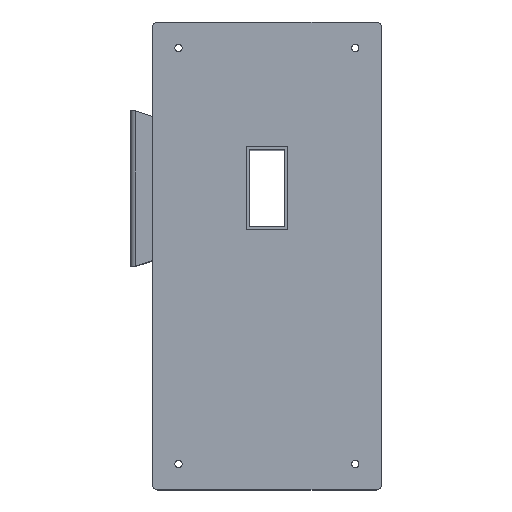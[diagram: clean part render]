
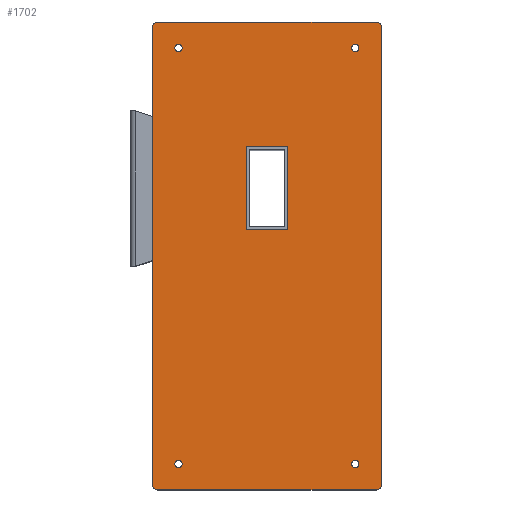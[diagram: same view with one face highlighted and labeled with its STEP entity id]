
A CAD part, top view. The second image highlights one B-rep face of the part: STEP entity #1702.
In plain terms, the highlighted planar face has unit normal (0, 0, 1).
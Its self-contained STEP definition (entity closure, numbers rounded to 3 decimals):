
#15 = DIRECTION ( 'NONE',  ( 0., -1., 0. ) ) ;
#20 = CARTESIAN_POINT ( 'NONE',  ( -20., -40., 5. ) ) ;
#34 = AXIS2_PLACEMENT_3D ( 'NONE', #341, #1303, #344 ) ;
#45 = VERTEX_POINT ( 'NONE', #1027 ) ;
#70 = FACE_BOUND ( 'NONE', #2034, .T. ) ;
#83 = VERTEX_POINT ( 'NONE', #1215 ) ;
#118 = VERTEX_POINT ( 'NONE', #954 ) ;
#172 = VERTEX_POINT ( 'NONE', #340 ) ;
#176 = EDGE_LOOP ( 'NONE', ( #1658 ) ) ;
#182 = CARTESIAN_POINT ( 'NONE',  ( 85., 135., 5. ) ) ;
#192 = AXIS2_PLACEMENT_3D ( 'NONE', #456, #211, #2054 ) ;
#198 = CARTESIAN_POINT ( 'NONE',  ( 110., -285., 5. ) ) ;
#201 = CARTESIAN_POINT ( 'NONE',  ( -85., -265., 5. ) ) ;
#211 = DIRECTION ( 'NONE',  ( 0., 0., 1. ) ) ;
#217 = VERTEX_POINT ( 'NONE', #2000 ) ;
#223 = ORIENTED_EDGE ( 'NONE', *, *, #453, .F. ) ;
#270 = DIRECTION ( 'NONE',  ( -1., 0., 0. ) ) ;
#276 = FACE_BOUND ( 'NONE', #1681, .T. ) ;
#293 = DIRECTION ( 'NONE',  ( 0., 0., 1. ) ) ;
#340 = CARTESIAN_POINT ( 'NONE',  ( 105., -290., 5. ) ) ;
#341 = CARTESIAN_POINT ( 'NONE',  ( -105., -285., 5. ) ) ;
#342 = LINE ( 'NONE', #1195, #1247 ) ;
#344 = DIRECTION ( 'NONE',  ( -1., 0., 0. ) ) ;
#374 = DIRECTION ( 'NONE',  ( 0., 1., 0. ) ) ;
#376 = AXIS2_PLACEMENT_3D ( 'NONE', #201, #832, #765 ) ;
#411 = VECTOR ( 'NONE', #1410, 1000. ) ;
#428 = VECTOR ( 'NONE', #15, 1000. ) ;
#436 = CARTESIAN_POINT ( 'NONE',  ( 20., 40., 5. ) ) ;
#453 = EDGE_CURVE ( 'NONE', #493, #734, #1787, .T. ) ;
#456 = CARTESIAN_POINT ( 'NONE',  ( -105., 155., 5. ) ) ;
#463 = CARTESIAN_POINT ( 'NONE',  ( -20., 40., 5. ) ) ;
#482 = AXIS2_PLACEMENT_3D ( 'NONE', #597, #1814, #2086 ) ;
#488 = CARTESIAN_POINT ( 'NONE',  ( -110., 155., 5. ) ) ;
#493 = VERTEX_POINT ( 'NONE', #611 ) ;
#521 = LINE ( 'NONE', #198, #605 ) ;
#522 = VECTOR ( 'NONE', #609, 1000. ) ;
#525 = DIRECTION ( 'NONE',  ( 0., 0., 1. ) ) ;
#548 = VERTEX_POINT ( 'NONE', #1220 ) ;
#550 = LINE ( 'NONE', #436, #1593 ) ;
#568 = CARTESIAN_POINT ( 'NONE',  ( -105., 160., 5. ) ) ;
#578 = ORIENTED_EDGE ( 'NONE', *, *, #964, .T. ) ;
#587 = CIRCLE ( 'NONE', #1979, 3.5 ) ;
#596 = ORIENTED_EDGE ( 'NONE', *, *, #1012, .T. ) ;
#597 = CARTESIAN_POINT ( 'NONE',  ( -85., 135., 5. ) ) ;
#605 = VECTOR ( 'NONE', #374, 1000. ) ;
#609 = DIRECTION ( 'NONE',  ( 1., 0., 0. ) ) ;
#611 = CARTESIAN_POINT ( 'NONE',  ( -20., -40., 5. ) ) ;
#624 = DIRECTION ( 'NONE',  ( 0., 0., 1. ) ) ;
#630 = DIRECTION ( 'NONE',  ( 1., 0., 0. ) ) ;
#631 = EDGE_CURVE ( 'NONE', #1376, #1966, #824, .T. ) ;
#638 = CARTESIAN_POINT ( 'NONE',  ( -110., -285., 5. ) ) ;
#664 = CARTESIAN_POINT ( 'NONE',  ( 105., 155., 5. ) ) ;
#666 = DIRECTION ( 'NONE',  ( 1., 0., 0. ) ) ;
#669 = ORIENTED_EDGE ( 'NONE', *, *, #720, .F. ) ;
#670 = LINE ( 'NONE', #638, #897 ) ;
#677 = LINE ( 'NONE', #463, #428 ) ;
#683 = AXIS2_PLACEMENT_3D ( 'NONE', #1339, #1575, #630 ) ;
#720 = EDGE_CURVE ( 'NONE', #734, #1376, #550, .T. ) ;
#734 = VERTEX_POINT ( 'NONE', #2039 ) ;
#765 = DIRECTION ( 'NONE',  ( 1., 0., 0. ) ) ;
#773 = EDGE_LOOP ( 'NONE', ( #1557, #1033, #2103, #1022, #780, #1737, #596, #578 ) ) ;
#780 = ORIENTED_EDGE ( 'NONE', *, *, #1440, .T. ) ;
#806 = CIRCLE ( 'NONE', #192, 5. ) ;
#824 = LINE ( 'NONE', #853, #1406 ) ;
#832 = DIRECTION ( 'NONE',  ( 0., 0., 1. ) ) ;
#838 = LINE ( 'NONE', #568, #411 ) ;
#853 = CARTESIAN_POINT ( 'NONE',  ( -20., 40., 5. ) ) ;
#871 = CIRCLE ( 'NONE', #683, 5. ) ;
#881 = VERTEX_POINT ( 'NONE', #1194 ) ;
#893 = EDGE_CURVE ( 'NONE', #1072, #1288, #521, .T. ) ;
#897 = VECTOR ( 'NONE', #2130, 1000. ) ;
#909 = CARTESIAN_POINT ( 'NONE',  ( -20., 40., 5. ) ) ;
#924 = ORIENTED_EDGE ( 'NONE', *, *, #631, .F. ) ;
#930 = EDGE_CURVE ( 'NONE', #1288, #548, #1336, .T. ) ;
#935 = CARTESIAN_POINT ( 'NONE',  ( 110., 155., 5. ) ) ;
#942 = CARTESIAN_POINT ( 'NONE',  ( 20., 40., 5. ) ) ;
#953 = DIRECTION ( 'NONE',  ( 1., 0., 0. ) ) ;
#954 = CARTESIAN_POINT ( 'NONE',  ( 88.5, -265., 5. ) ) ;
#955 = ORIENTED_EDGE ( 'NONE', *, *, #2001, .F. ) ;
#964 = EDGE_CURVE ( 'NONE', #45, #172, #342, .T. ) ;
#1012 = EDGE_CURVE ( 'NONE', #1526, #45, #1971, .T. ) ;
#1022 = ORIENTED_EDGE ( 'NONE', *, *, #1446, .T. ) ;
#1027 = CARTESIAN_POINT ( 'NONE',  ( -105., -290., 5. ) ) ;
#1033 = ORIENTED_EDGE ( 'NONE', *, *, #893, .T. ) ;
#1054 = DIRECTION ( 'NONE',  ( 1., 0., 0. ) ) ;
#1072 = VERTEX_POINT ( 'NONE', #1669 ) ;
#1080 = DIRECTION ( 'NONE',  ( 0., 1., 0. ) ) ;
#1092 = CARTESIAN_POINT ( 'NONE',  ( 85., -265., 5. ) ) ;
#1108 = CARTESIAN_POINT ( 'NONE',  ( -81.5, -265., 5. ) ) ;
#1160 = PLANE ( 'NONE',  #1874 ) ;
#1194 = CARTESIAN_POINT ( 'NONE',  ( -105., 160., 5. ) ) ;
#1195 = CARTESIAN_POINT ( 'NONE',  ( -105., -290., 5. ) ) ;
#1215 = CARTESIAN_POINT ( 'NONE',  ( -81.5, 135., 5. ) ) ;
#1220 = CARTESIAN_POINT ( 'NONE',  ( 105., 160., 5. ) ) ;
#1241 = ORIENTED_EDGE ( 'NONE', *, *, #1262, .F. ) ;
#1247 = VECTOR ( 'NONE', #666, 1000. ) ;
#1262 = EDGE_CURVE ( 'NONE', #2058, #2058, #1832, .T. ) ;
#1266 = CIRCLE ( 'NONE', #482, 3.5 ) ;
#1268 = DIRECTION ( 'NONE',  ( 1., 0., 0. ) ) ;
#1288 = VERTEX_POINT ( 'NONE', #935 ) ;
#1303 = DIRECTION ( 'NONE',  ( 0., 0., 1. ) ) ;
#1317 = EDGE_LOOP ( 'NONE', ( #955 ) ) ;
#1336 = CIRCLE ( 'NONE', #1497, 5. ) ;
#1339 = CARTESIAN_POINT ( 'NONE',  ( 105., -285., 5. ) ) ;
#1376 = VERTEX_POINT ( 'NONE', #942 ) ;
#1400 = FACE_BOUND ( 'NONE', #176, .T. ) ;
#1406 = VECTOR ( 'NONE', #270, 1000. ) ;
#1410 = DIRECTION ( 'NONE',  ( -1., 0., 0. ) ) ;
#1440 = EDGE_CURVE ( 'NONE', #881, #1717, #806, .T. ) ;
#1446 = EDGE_CURVE ( 'NONE', #548, #881, #838, .T. ) ;
#1468 = FACE_OUTER_BOUND ( 'NONE', #773, .T. ) ;
#1497 = AXIS2_PLACEMENT_3D ( 'NONE', #664, #624, #1802 ) ;
#1508 = CIRCLE ( 'NONE', #2146, 3.5 ) ;
#1523 = ORIENTED_EDGE ( 'NONE', *, *, #1573, .F. ) ;
#1526 = VERTEX_POINT ( 'NONE', #1550 ) ;
#1550 = CARTESIAN_POINT ( 'NONE',  ( -110., -285., 5. ) ) ;
#1557 = ORIENTED_EDGE ( 'NONE', *, *, #1767, .T. ) ;
#1565 = EDGE_CURVE ( 'NONE', #217, #217, #1508, .T. ) ;
#1573 = EDGE_CURVE ( 'NONE', #1966, #493, #677, .T. ) ;
#1575 = DIRECTION ( 'NONE',  ( 0., 0., 1. ) ) ;
#1593 = VECTOR ( 'NONE', #1080, 1000. ) ;
#1658 = ORIENTED_EDGE ( 'NONE', *, *, #1565, .F. ) ;
#1669 = CARTESIAN_POINT ( 'NONE',  ( 110., -285., 5. ) ) ;
#1681 = EDGE_LOOP ( 'NONE', ( #1775 ) ) ;
#1702 = ADVANCED_FACE ( 'NONE', ( #1952, #1400, #70, #276, #1468, #2037 ), #1160, .T. ) ;
#1717 = VERTEX_POINT ( 'NONE', #488 ) ;
#1722 = EDGE_CURVE ( 'NONE', #118, #118, #587, .T. ) ;
#1737 = ORIENTED_EDGE ( 'NONE', *, *, #1972, .T. ) ;
#1767 = EDGE_CURVE ( 'NONE', #172, #1072, #871, .T. ) ;
#1768 = CARTESIAN_POINT ( 'NONE',  ( 105., -285., 5. ) ) ;
#1775 = ORIENTED_EDGE ( 'NONE', *, *, #1722, .F. ) ;
#1787 = LINE ( 'NONE', #20, #522 ) ;
#1802 = DIRECTION ( 'NONE',  ( -1., 0., 0. ) ) ;
#1814 = DIRECTION ( 'NONE',  ( 0., 0., 1. ) ) ;
#1832 = CIRCLE ( 'NONE', #376, 3.5 ) ;
#1874 = AXIS2_PLACEMENT_3D ( 'NONE', #1768, #1914, #1054 ) ;
#1914 = DIRECTION ( 'NONE',  ( 0., 0., 1. ) ) ;
#1952 = FACE_BOUND ( 'NONE', #1317, .T. ) ;
#1966 = VERTEX_POINT ( 'NONE', #909 ) ;
#1971 = CIRCLE ( 'NONE', #34, 5. ) ;
#1972 = EDGE_CURVE ( 'NONE', #1717, #1526, #670, .T. ) ;
#1979 = AXIS2_PLACEMENT_3D ( 'NONE', #1092, #525, #1268 ) ;
#2000 = CARTESIAN_POINT ( 'NONE',  ( 88.5, 135., 5. ) ) ;
#2001 = EDGE_CURVE ( 'NONE', #83, #83, #1266, .T. ) ;
#2034 = EDGE_LOOP ( 'NONE', ( #1241 ) ) ;
#2037 = FACE_BOUND ( 'NONE', #2090, .T. ) ;
#2039 = CARTESIAN_POINT ( 'NONE',  ( 20., -40., 5. ) ) ;
#2054 = DIRECTION ( 'NONE',  ( -1., 0., 0. ) ) ;
#2058 = VERTEX_POINT ( 'NONE', #1108 ) ;
#2086 = DIRECTION ( 'NONE',  ( 1., 0., 0. ) ) ;
#2090 = EDGE_LOOP ( 'NONE', ( #223, #1523, #924, #669 ) ) ;
#2103 = ORIENTED_EDGE ( 'NONE', *, *, #930, .T. ) ;
#2130 = DIRECTION ( 'NONE',  ( 0., -1., 0. ) ) ;
#2146 = AXIS2_PLACEMENT_3D ( 'NONE', #182, #293, #953 ) ;
